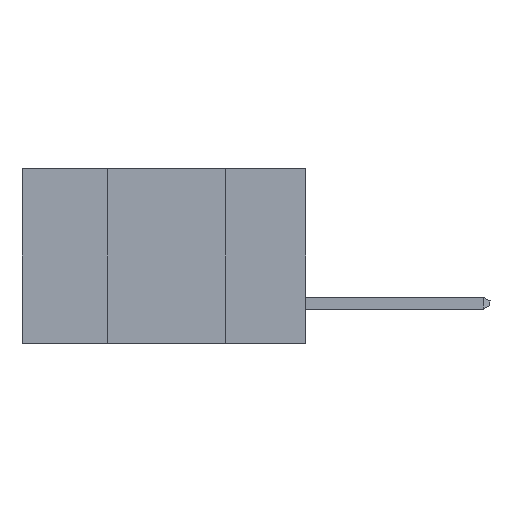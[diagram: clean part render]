
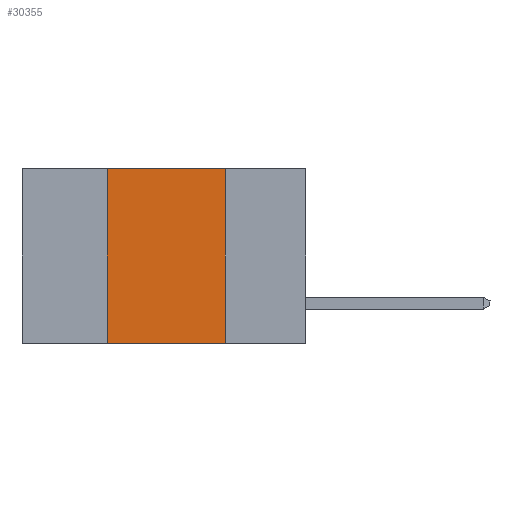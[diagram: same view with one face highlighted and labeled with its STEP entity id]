
A CAD part, left-side view. The second image highlights one B-rep face of the part: STEP entity #30355.
In plain terms, the highlighted planar face has unit normal (-1, 0, 0).
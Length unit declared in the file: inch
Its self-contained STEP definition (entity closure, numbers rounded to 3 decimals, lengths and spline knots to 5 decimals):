
#455 = VERTEX_POINT ( 'NONE', #22761 ) ;
#1711 = AXIS2_PLACEMENT_3D ( 'NONE', #31091, #16561, #16664 ) ;
#2643 = VECTOR ( 'NONE', #26582, 39.37008 ) ;
#3004 = ORIENTED_EDGE ( 'NONE', *, *, #19023, .F. ) ;
#3437 = CARTESIAN_POINT ( 'NONE',  ( 0., 0.42, -0.37 ) ) ;
#4513 = CARTESIAN_POINT ( 'NONE',  ( 0., 0.17, 0. ) ) ;
#7243 = VECTOR ( 'NONE', #11600, 39.37008 ) ;
#7527 = VERTEX_POINT ( 'NONE', #14025 ) ;
#7542 = VECTOR ( 'NONE', #22881, 39.37008 ) ;
#7754 = EDGE_CURVE ( 'NONE', #455, #7527, #31156, .T. ) ;
#8771 = VERTEX_POINT ( 'NONE', #3437 ) ;
#9055 = LINE ( 'NONE', #21920, #2643 ) ;
#10949 = EDGE_CURVE ( 'NONE', #8771, #7527, #23877, .T. ) ;
#11048 = ORIENTED_EDGE ( 'NONE', *, *, #10949, .T. ) ;
#11600 = DIRECTION ( 'NONE',  ( 0., -1., 0. ) ) ;
#12080 = EDGE_LOOP ( 'NONE', ( #26128, #21283, #3004, #11048 ) ) ;
#14025 = CARTESIAN_POINT ( 'NONE',  ( 0., 0.17, -0.37 ) ) ;
#14230 = PLANE ( 'NONE',  #1711 ) ;
#15744 = EDGE_CURVE ( 'NONE', #28406, #455, #9055, .T. ) ;
#15851 = CARTESIAN_POINT ( 'NONE',  ( 0., 0.42, 0. ) ) ;
#16561 = DIRECTION ( 'NONE',  ( 1., 0., 0. ) ) ;
#16664 = DIRECTION ( 'NONE',  ( 0., 0., -1. ) ) ;
#17678 = CARTESIAN_POINT ( 'NONE',  ( 0., 0.42, 0. ) ) ;
#19023 = EDGE_CURVE ( 'NONE', #8771, #28406, #23774, .T. ) ;
#21133 = FACE_OUTER_BOUND ( 'NONE', #12080, .T. ) ;
#21283 = ORIENTED_EDGE ( 'NONE', *, *, #15744, .F. ) ;
#21412 = DIRECTION ( 'NONE',  ( 0., 0., -1. ) ) ;
#21920 = CARTESIAN_POINT ( 'NONE',  ( 0., 0.6, 0. ) ) ;
#22761 = CARTESIAN_POINT ( 'NONE',  ( 0., 0.17, 0. ) ) ;
#22821 = VECTOR ( 'NONE', #21412, 39.37008 ) ;
#22881 = DIRECTION ( 'NONE',  ( 0., 0., 1. ) ) ;
#23774 = LINE ( 'NONE', #15851, #7542 ) ;
#23877 = LINE ( 'NONE', #30690, #7243 ) ;
#26128 = ORIENTED_EDGE ( 'NONE', *, *, #7754, .F. ) ;
#26582 = DIRECTION ( 'NONE',  ( 0., -1., 0. ) ) ;
#28406 = VERTEX_POINT ( 'NONE', #17678 ) ;
#30355 = ADVANCED_FACE ( 'NONE', ( #21133 ), #14230, .F. ) ;
#30690 = CARTESIAN_POINT ( 'NONE',  ( 0., 0.6, -0.37 ) ) ;
#31091 = CARTESIAN_POINT ( 'NONE',  ( 0., 0.6, 0. ) ) ;
#31156 = LINE ( 'NONE', #4513, #22821 ) ;
